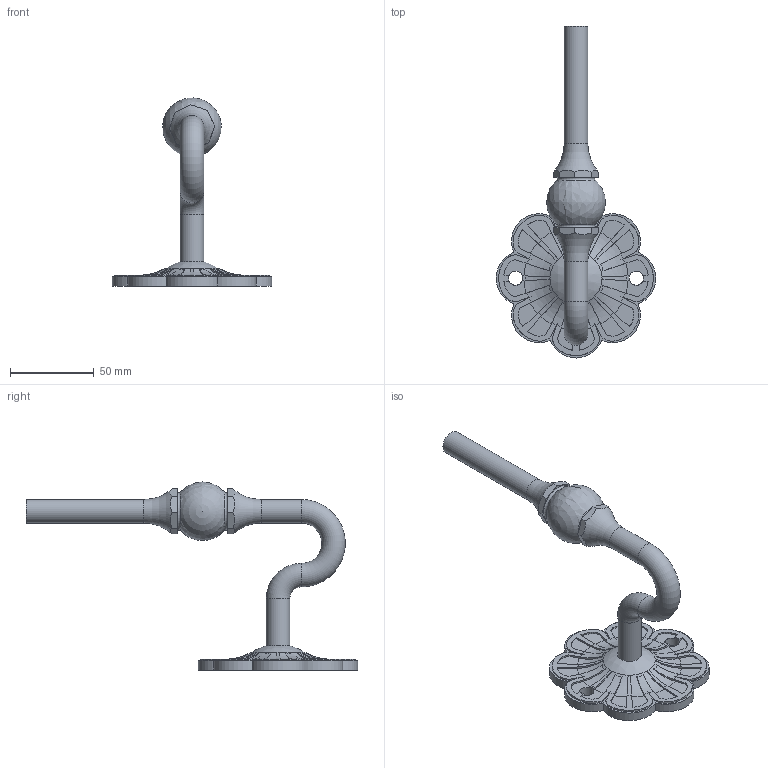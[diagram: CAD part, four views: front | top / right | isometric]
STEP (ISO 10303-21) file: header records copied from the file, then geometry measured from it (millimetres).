
FILE_DESCRIPTION (( 'STEP AP203' ), '1' );
FILE_NAME ('2505.STEP', '2024-02-20T13:41:09', ( '' ), ( '' ), 'SwSTEP 2.0', 'SolidWorks 2018', '' );
FILE_SCHEMA (( 'CONFIG_CONTROL_DESIGN' ));
Length unit declared in the file: millimetre
Products named in the file (1): 2505
Bounding box: 95 x 197.5 x 111.98 mm (x, y, z)
Volume: 103673.8 mm3; surface area: 31314 mm2
Topology: 1 solids, 1 shells, 364 faces, 1027 edges, 685 vertices
Faces by surface type: plane 196, bspline 103, torus 49, cylinder 13, sphere 3
Full cylindrical faces by diameter (mm): 8.5 x2, 14 x3
Entity records: 16034 total; most frequent: CARTESIAN_POINT 7921, ORIENTED_EDGE 1998, DIRECTION 1103, EDGE_CURVE 999, VERTEX_POINT 672, B_SPLINE_CURVE_WITH_KNOTS 494, EDGE_LOOP 403, LINE 399
